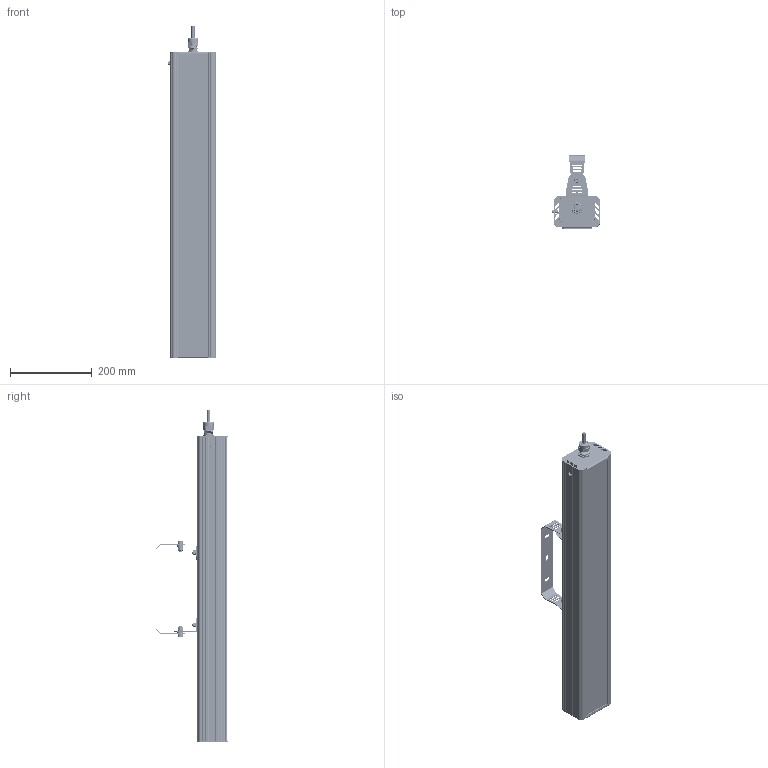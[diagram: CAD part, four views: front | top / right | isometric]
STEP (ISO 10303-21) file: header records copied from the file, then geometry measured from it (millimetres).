
FILE_DESCRIPTION(('STEP AP214'), '1');
FILE_NAME('001.0092.00.030 - ÃÑÏ-Ïðèìà-Îïòèê-2Åõ100', '', ('UNSPECIFIED'), ('UNSPECIFIED'), 'C3D Converter', 'C3D Toolkit', '');
FILE_SCHEMA(('AUTOMOTIVE_DESIGN { 1 0 10303 214 3 1 1}'));
Length unit declared in the file: millimetre
Products named in the file (45): 001.0092.00.030; #2843; #2902; #2961; #3020; #3105; #3164; #3223; #3282
Assembly tree (75 placements, depth 4):
  001.0092.00.030
    (unnamed)
      (unnamed)  x4
      (unnamed)  x4
      (unnamed)
      (unnamed)
      (unnamed)
      (unnamed)
      (unnamed)
      (unnamed)
      (unnamed)
      (unnamed)
      (unnamed)
      (unnamed)
      (unnamed)
        (unnamed)
    (unnamed)  x10
      (unnamed)
      (unnamed)
      (unnamed)
      (unnamed)
      (unnamed)
      (unnamed)
      (unnamed)
      (unnamed)
      (unnamed)
      (unnamed)
    (unnamed)
      (unnamed)
      (unnamed)
      (unnamed)  x2
      (unnamed)
      (unnamed)
      (unnamed)
      (unnamed)
      (unnamed)
      #2843
      #2902
      #2961
      #3020  x2
      #3105
      #3164
      #3223
      #3282
      (unnamed)
Bounding box: 117.15 x 178.44 x 814.5 mm (x, y, z)
Volume: 1604958.6 mm3; surface area: 1305795.5 mm2
Topology: 389 solids, 389 shells, 5165 faces, 11619 edges, 7758 vertices
Faces by surface type: plane 3635, cylinder 1246, bspline 171, cone 77, sphere 30, torus 6
Full cylindrical faces by diameter (mm): 1 x30, 2 x20, 2.5 x40, 2.8 x250, 3.2 x30, 3.5 x60, 4 x9, 4.917 x2, 5 x3, 6 x5, 6.6 x2, 6.647 x2, 7 x2, 8 x10, 8.5 x4, 9 x134, 10 x1, 11 x2, 12.5 x1, 13 x3, 15 x4, 16 x1, 17 x1, 18 x1, 18.5 x1, 19 x1, 20 x1, 21.5 x1, 22 x2, 25.5 x1
Entity records: 91323 total; most frequent: CARTESIAN_POINT 46711, DIRECTION 8384, ORIENTED_EDGE 7186, EDGE_CURVE 3593, AXIS2_PLACEMENT_3D 3042, VERTEX_POINT 2489, LINE 2300, VECTOR 2300
